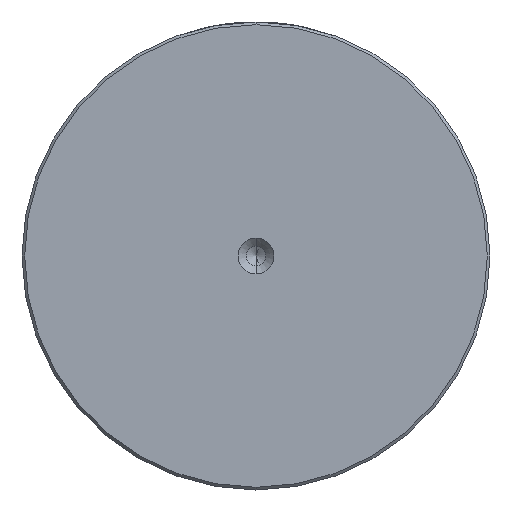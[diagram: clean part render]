
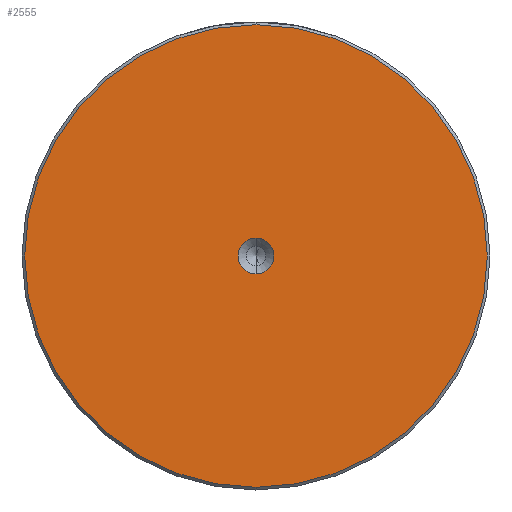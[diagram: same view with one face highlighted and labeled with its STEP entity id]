
A CAD part, left-side view. The second image highlights one B-rep face of the part: STEP entity #2555.
In plain terms, the highlighted planar face has unit normal (-1, 0, 0).
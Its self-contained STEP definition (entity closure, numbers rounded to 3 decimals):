
#14 = DIRECTION ( 'NONE',  ( -1., 0., 0. ) ) ;
#37 = DIRECTION ( 'NONE',  ( 0., 0., 1. ) ) ;
#77 = ORIENTED_EDGE ( 'NONE', *, *, #2724, .T. ) ;
#78 = EDGE_LOOP ( 'NONE', ( #834, #1254 ) ) ;
#202 = CARTESIAN_POINT ( 'NONE',  ( 0., 0., 0. ) ) ;
#378 = AXIS2_PLACEMENT_3D ( 'NONE', #202, #2322, #909 ) ;
#400 = FACE_OUTER_BOUND ( 'NONE', #2362, .T. ) ;
#428 = AXIS2_PLACEMENT_3D ( 'NONE', #2886, #1455, #37 ) ;
#434 = VERTEX_POINT ( 'NONE', #2341 ) ;
#486 = VERTEX_POINT ( 'NONE', #1339 ) ;
#794 = CIRCLE ( 'NONE', #2478, 42.5 ) ;
#834 = ORIENTED_EDGE ( 'NONE', *, *, #2017, .F. ) ;
#909 = DIRECTION ( 'NONE',  ( 0., 0., 1. ) ) ;
#1038 = CARTESIAN_POINT ( 'NONE',  ( 0., 0., 0. ) ) ;
#1050 = CARTESIAN_POINT ( 'NONE',  ( 0., 0., 0. ) ) ;
#1254 = ORIENTED_EDGE ( 'NONE', *, *, #2188, .F. ) ;
#1279 = DIRECTION ( 'NONE',  ( 0., 0., 1. ) ) ;
#1295 = DIRECTION ( 'NONE',  ( 0., 0., 1. ) ) ;
#1339 = CARTESIAN_POINT ( 'NONE',  ( 0., 0., -42.5 ) ) ;
#1431 = CARTESIAN_POINT ( 'NONE',  ( 0., 0., 0. ) ) ;
#1455 = DIRECTION ( 'NONE',  ( -1., 0., 0. ) ) ;
#1609 = VERTEX_POINT ( 'NONE', #2044 ) ;
#1641 = FACE_BOUND ( 'NONE', #78, .T. ) ;
#1668 = DIRECTION ( 'NONE',  ( 0., 0., 1. ) ) ;
#1905 = CIRCLE ( 'NONE', #2806, 3.3 ) ;
#2015 = VERTEX_POINT ( 'NONE', #2049 ) ;
#2017 = EDGE_CURVE ( 'NONE', #2015, #1609, #2912, .T. ) ;
#2044 = CARTESIAN_POINT ( 'NONE',  ( 0., 0., -3.3 ) ) ;
#2049 = CARTESIAN_POINT ( 'NONE',  ( 0., 0., 3.3 ) ) ;
#2167 = EDGE_CURVE ( 'NONE', #434, #486, #794, .T. ) ;
#2188 = EDGE_CURVE ( 'NONE', #1609, #2015, #1905, .T. ) ;
#2249 = ORIENTED_EDGE ( 'NONE', *, *, #2167, .T. ) ;
#2277 = AXIS2_PLACEMENT_3D ( 'NONE', #1431, #14, #1668 ) ;
#2322 = DIRECTION ( 'NONE',  ( -1., 0., 0. ) ) ;
#2341 = CARTESIAN_POINT ( 'NONE',  ( 0., 0., 42.5 ) ) ;
#2362 = EDGE_LOOP ( 'NONE', ( #77, #2249 ) ) ;
#2478 = AXIS2_PLACEMENT_3D ( 'NONE', #1038, #2701, #1279 ) ;
#2555 = ADVANCED_FACE ( 'NONE', ( #400, #1641 ), #3043, .T. ) ;
#2701 = DIRECTION ( 'NONE',  ( -1., 0., 0. ) ) ;
#2714 = DIRECTION ( 'NONE',  ( -1., 0., 0. ) ) ;
#2724 = EDGE_CURVE ( 'NONE', #486, #434, #3039, .T. ) ;
#2806 = AXIS2_PLACEMENT_3D ( 'NONE', #1050, #2714, #1295 ) ;
#2886 = CARTESIAN_POINT ( 'NONE',  ( 0., 0., 0. ) ) ;
#2912 = CIRCLE ( 'NONE', #428, 3.3 ) ;
#3039 = CIRCLE ( 'NONE', #2277, 42.5 ) ;
#3043 = PLANE ( 'NONE',  #378 ) ;
